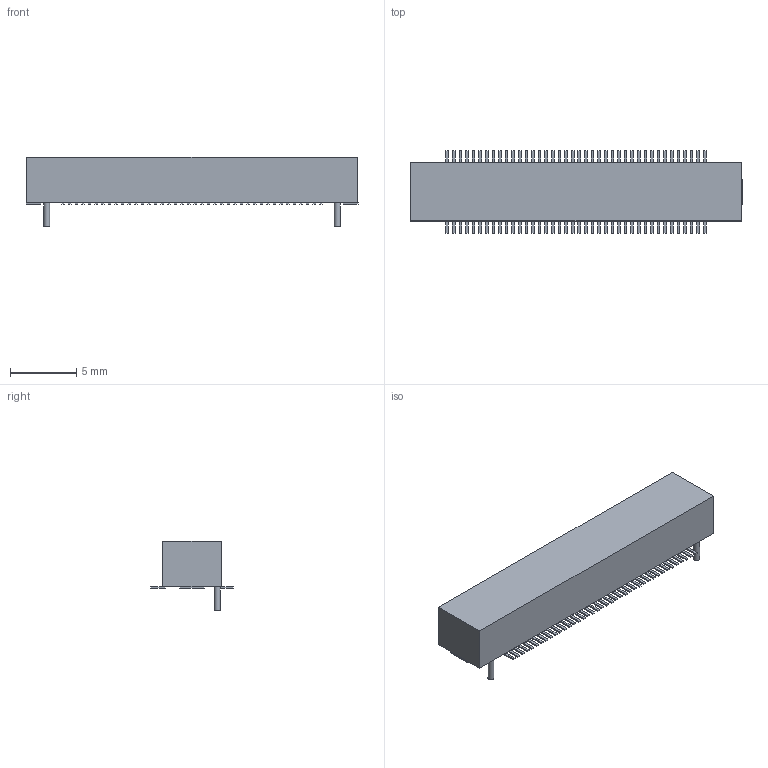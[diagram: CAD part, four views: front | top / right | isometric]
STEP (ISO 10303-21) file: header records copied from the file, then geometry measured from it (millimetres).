
FILE_DESCRIPTION(('FreeCAD Model'),'2;1');
FILE_NAME('1168178.1.2.stp','2020-04-09T23:26:59',( 'Author'),(''),'Open CASCADE STEP processor 6.9','FreeCAD','Unknown' );
FILE_SCHEMA(('AUTOMOTIVE_DESIGN { 1 0 10303 214 1 1 1 1 }'));
Length unit declared in the file: millimetre
Products named in the file (4): ASSEMBLY; Body; Pins; Lugs
Assembly tree (4 placements, depth 2):
  ASSEMBLY
    Body
    Pins
    Lugs  x2
Bounding box: 25.12 x 6.25 x 5.25 mm (x, y, z)
Volume: 382.8 mm3; surface area: 499.6 mm2
Topology: 87 solids, 87 shells, 510 faces, 1008 edges, 672 vertices
Faces by surface type: plane 506, cylinder 4
Full cylindrical faces by diameter (mm): 0.45 x4
Entity records: 26430 total; most frequent: CARTESIAN_POINT 4183, DIRECTION 4028, LINE 2998, VECTOR 2998, ORIENTED_EDGE 2004, PCURVE 2004, DEFINITIONAL_REPRESENTATION 2004, EDGE_CURVE 1002
